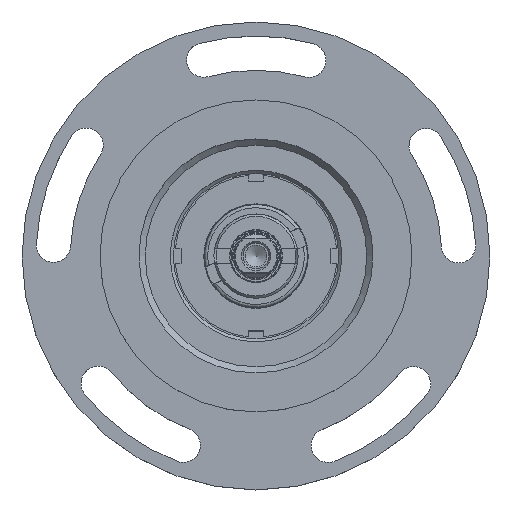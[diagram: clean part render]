
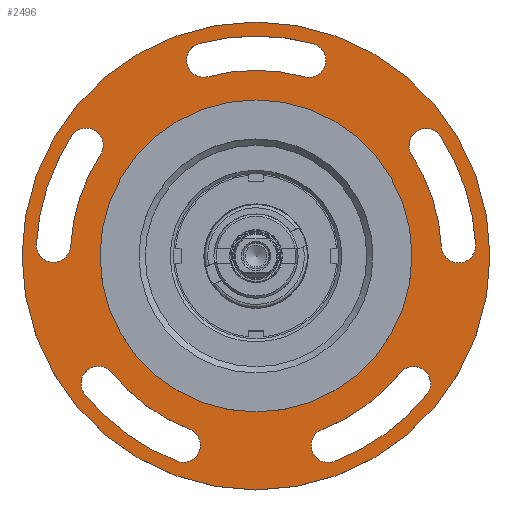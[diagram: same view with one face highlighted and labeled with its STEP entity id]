
A CAD part, top view. The second image highlights one B-rep face of the part: STEP entity #2496.
In plain terms, the highlighted planar face has unit normal (0, 0, 1).
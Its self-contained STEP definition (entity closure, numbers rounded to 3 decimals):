
#1939=PLANE('',#9911);
#2496=ADVANCED_FACE('',(#3398,#3399,#3400,#3401,#3402,#3403,#3404),#1939,
 .T.);
#3398=FACE_BOUND('',#4303,.T.);
#3399=FACE_BOUND('',#4304,.T.);
#3400=FACE_BOUND('',#4305,.T.);
#3401=FACE_BOUND('',#4306,.T.);
#3402=FACE_BOUND('',#4307,.T.);
#3403=FACE_BOUND('',#4308,.T.);
#3404=FACE_BOUND('',#4309,.T.);
#4303=EDGE_LOOP('',(#6087,#6088,#6089,#6090));
#4304=EDGE_LOOP('',(#6091,#6092,#6093,#6094));
#4305=EDGE_LOOP('',(#6095,#6096,#6097,#6098));
#4306=EDGE_LOOP('',(#6099,#6100,#6101,#6102));
#4307=EDGE_LOOP('',(#6103,#6104,#6105,#6106));
#4308=EDGE_LOOP('',(#6107));
#4309=EDGE_LOOP('',(#6108));
#6087=ORIENTED_EDGE('',*,*,#8154,.T.);
#6088=ORIENTED_EDGE('',*,*,#8155,.T.);
#6089=ORIENTED_EDGE('',*,*,#8156,.T.);
#6090=ORIENTED_EDGE('',*,*,#8157,.T.);
#6091=ORIENTED_EDGE('',*,*,#8158,.T.);
#6092=ORIENTED_EDGE('',*,*,#8159,.T.);
#6093=ORIENTED_EDGE('',*,*,#8160,.T.);
#6094=ORIENTED_EDGE('',*,*,#8161,.T.);
#6095=ORIENTED_EDGE('',*,*,#8162,.T.);
#6096=ORIENTED_EDGE('',*,*,#8163,.T.);
#6097=ORIENTED_EDGE('',*,*,#8164,.T.);
#6098=ORIENTED_EDGE('',*,*,#8165,.T.);
#6099=ORIENTED_EDGE('',*,*,#8166,.T.);
#6100=ORIENTED_EDGE('',*,*,#8167,.T.);
#6101=ORIENTED_EDGE('',*,*,#8168,.T.);
#6102=ORIENTED_EDGE('',*,*,#8169,.T.);
#6103=ORIENTED_EDGE('',*,*,#8170,.T.);
#6104=ORIENTED_EDGE('',*,*,#8171,.T.);
#6105=ORIENTED_EDGE('',*,*,#8172,.T.);
#6106=ORIENTED_EDGE('',*,*,#8173,.T.);
#6107=ORIENTED_EDGE('',*,*,#8174,.F.);
#6108=ORIENTED_EDGE('',*,*,#8175,.F.);
#7181=VERTEX_POINT('',#16104);
#7182=VERTEX_POINT('',#16105);
#7183=VERTEX_POINT('',#16107);
#7184=VERTEX_POINT('',#16109);
#7185=VERTEX_POINT('',#16112);
#7186=VERTEX_POINT('',#16113);
#7187=VERTEX_POINT('',#16115);
#7188=VERTEX_POINT('',#16117);
#7189=VERTEX_POINT('',#16120);
#7190=VERTEX_POINT('',#16121);
#7191=VERTEX_POINT('',#16123);
#7192=VERTEX_POINT('',#16125);
#7193=VERTEX_POINT('',#16128);
#7194=VERTEX_POINT('',#16129);
#7195=VERTEX_POINT('',#16131);
#7196=VERTEX_POINT('',#16133);
#7197=VERTEX_POINT('',#16136);
#7198=VERTEX_POINT('',#16137);
#7199=VERTEX_POINT('',#16139);
#7200=VERTEX_POINT('',#16141);
#7201=VERTEX_POINT('',#16144);
#7202=VERTEX_POINT('',#16146);
#8154=EDGE_CURVE('',#7181,#7182,#8824,.T.);
#8155=EDGE_CURVE('',#7182,#7183,#8825,.T.);
#8156=EDGE_CURVE('',#7183,#7184,#8826,.T.);
#8157=EDGE_CURVE('',#7184,#7181,#8827,.T.);
#8158=EDGE_CURVE('',#7185,#7186,#8828,.T.);
#8159=EDGE_CURVE('',#7186,#7187,#8829,.T.);
#8160=EDGE_CURVE('',#7187,#7188,#8830,.T.);
#8161=EDGE_CURVE('',#7188,#7185,#8831,.T.);
#8162=EDGE_CURVE('',#7189,#7190,#8832,.T.);
#8163=EDGE_CURVE('',#7190,#7191,#8833,.T.);
#8164=EDGE_CURVE('',#7191,#7192,#8834,.T.);
#8165=EDGE_CURVE('',#7192,#7189,#8835,.T.);
#8166=EDGE_CURVE('',#7193,#7194,#8836,.T.);
#8167=EDGE_CURVE('',#7194,#7195,#8837,.T.);
#8168=EDGE_CURVE('',#7195,#7196,#8838,.T.);
#8169=EDGE_CURVE('',#7196,#7193,#8839,.T.);
#8170=EDGE_CURVE('',#7197,#7198,#8840,.T.);
#8171=EDGE_CURVE('',#7198,#7199,#8841,.T.);
#8172=EDGE_CURVE('',#7199,#7200,#8842,.T.);
#8173=EDGE_CURVE('',#7200,#7197,#8843,.T.);
#8174=EDGE_CURVE('',#7201,#7201,#8844,.T.);
#8175=EDGE_CURVE('',#7202,#7202,#8845,.T.);
#8824=CIRCLE('',#9889,5.5);
#8825=CIRCLE('',#9890,59.5);
#8826=CIRCLE('',#9891,5.5);
#8827=CIRCLE('',#9892,70.5);
#8828=CIRCLE('',#9893,5.5);
#8829=CIRCLE('',#9894,59.5);
#8830=CIRCLE('',#9895,5.5);
#8831=CIRCLE('',#9896,70.5);
#8832=CIRCLE('',#9897,5.5);
#8833=CIRCLE('',#9898,59.5);
#8834=CIRCLE('',#9899,5.5);
#8835=CIRCLE('',#9900,70.5);
#8836=CIRCLE('',#9901,5.5);
#8837=CIRCLE('',#9902,59.5);
#8838=CIRCLE('',#9903,5.5);
#8839=CIRCLE('',#9904,70.5);
#8840=CIRCLE('',#9905,5.5);
#8841=CIRCLE('',#9906,59.5);
#8842=CIRCLE('',#9907,5.5);
#8843=CIRCLE('',#9908,70.5);
#8844=CIRCLE('',#9909,50.);
#8845=CIRCLE('',#9910,75.);
#9889=AXIS2_PLACEMENT_3D('',#16103,#12271,#12272);
#9890=AXIS2_PLACEMENT_3D('',#16106,#12273,#12274);
#9891=AXIS2_PLACEMENT_3D('',#16108,#12275,#12276);
#9892=AXIS2_PLACEMENT_3D('',#16110,#12277,#12278);
#9893=AXIS2_PLACEMENT_3D('',#16111,#12279,#12280);
#9894=AXIS2_PLACEMENT_3D('',#16114,#12281,#12282);
#9895=AXIS2_PLACEMENT_3D('',#16116,#12283,#12284);
#9896=AXIS2_PLACEMENT_3D('',#16118,#12285,#12286);
#9897=AXIS2_PLACEMENT_3D('',#16119,#12287,#12288);
#9898=AXIS2_PLACEMENT_3D('',#16122,#12289,#12290);
#9899=AXIS2_PLACEMENT_3D('',#16124,#12291,#12292);
#9900=AXIS2_PLACEMENT_3D('',#16126,#12293,#12294);
#9901=AXIS2_PLACEMENT_3D('',#16127,#12295,#12296);
#9902=AXIS2_PLACEMENT_3D('',#16130,#12297,#12298);
#9903=AXIS2_PLACEMENT_3D('',#16132,#12299,#12300);
#9904=AXIS2_PLACEMENT_3D('',#16134,#12301,#12302);
#9905=AXIS2_PLACEMENT_3D('',#16135,#12303,#12304);
#9906=AXIS2_PLACEMENT_3D('',#16138,#12305,#12306);
#9907=AXIS2_PLACEMENT_3D('',#16140,#12307,#12308);
#9908=AXIS2_PLACEMENT_3D('',#16142,#12309,#12310);
#9909=AXIS2_PLACEMENT_3D('',#16143,#12311,#12312);
#9910=AXIS2_PLACEMENT_3D('',#16145,#12313,#12314);
#9911=AXIS2_PLACEMENT_3D('',#16147,#12315,#12316);
#12271=DIRECTION('',(0.,0.,-1.));
#12272=DIRECTION('',(1.,0.,0.));
#12273=DIRECTION('',(0.,0.,1.));
#12274=DIRECTION('',(1.,0.,0.));
#12275=DIRECTION('',(0.,0.,-1.));
#12276=DIRECTION('',(1.,0.,0.));
#12277=DIRECTION('',(0.,0.,-1.));
#12278=DIRECTION('',(1.,0.,0.));
#12279=DIRECTION('',(0.,0.,-1.));
#12280=DIRECTION('',(1.,0.,0.));
#12281=DIRECTION('',(0.,0.,1.));
#12282=DIRECTION('',(1.,0.,0.));
#12283=DIRECTION('',(0.,0.,-1.));
#12284=DIRECTION('',(1.,0.,0.));
#12285=DIRECTION('',(0.,0.,-1.));
#12286=DIRECTION('',(1.,0.,0.));
#12287=DIRECTION('',(0.,0.,-1.));
#12288=DIRECTION('',(1.,0.,0.));
#12289=DIRECTION('',(0.,0.,1.));
#12290=DIRECTION('',(1.,0.,0.));
#12291=DIRECTION('',(0.,0.,-1.));
#12292=DIRECTION('',(1.,0.,0.));
#12293=DIRECTION('',(0.,0.,-1.));
#12294=DIRECTION('',(1.,0.,0.));
#12295=DIRECTION('',(0.,0.,-1.));
#12296=DIRECTION('',(1.,0.,0.));
#12297=DIRECTION('',(0.,0.,1.));
#12298=DIRECTION('',(1.,0.,0.));
#12299=DIRECTION('',(0.,0.,-1.));
#12300=DIRECTION('',(1.,0.,0.));
#12301=DIRECTION('',(0.,0.,-1.));
#12302=DIRECTION('',(1.,0.,0.));
#12303=DIRECTION('',(0.,0.,-1.));
#12304=DIRECTION('',(1.,0.,0.));
#12305=DIRECTION('',(0.,0.,1.));
#12306=DIRECTION('',(1.,0.,0.));
#12307=DIRECTION('',(0.,0.,-1.));
#12308=DIRECTION('',(1.,0.,0.));
#12309=DIRECTION('',(0.,0.,-1.));
#12310=DIRECTION('',(1.,0.,0.));
#12311=DIRECTION('',(0.,0.,1.));
#12312=DIRECTION('',(1.,0.,0.));
#12313=DIRECTION('',(0.,0.,-1.));
#12314=DIRECTION('',(-1.,0.,0.));
#12315=DIRECTION('',(0.,0.,1.));
#12316=DIRECTION('',(1.,0.,0.));
#16103=CARTESIAN_POINT('',(-54.439,35.516,176.));
#16104=CARTESIAN_POINT('',(-59.046,38.521,176.));
#16105=CARTESIAN_POINT('',(-49.819,32.531,176.));
#16106=CARTESIAN_POINT('',(0.,0.,176.));
#16107=CARTESIAN_POINT('',(-59.419,3.114,176.));
#16108=CARTESIAN_POINT('',(-64.909,3.429,176.));
#16109=CARTESIAN_POINT('',(-70.402,3.719,176.));
#16110=CARTESIAN_POINT('',(0.,0.,176.));
#16111=CARTESIAN_POINT('',(-50.6,-40.8,176.));
#16112=CARTESIAN_POINT('',(-54.882,-44.252,176.));
#16113=CARTESIAN_POINT('',(-46.334,-37.328,176.));
#16114=CARTESIAN_POINT('',(0.,0.,176.));
#16115=CARTESIAN_POINT('',(-21.323,-55.548,176.));
#16116=CARTESIAN_POINT('',(-23.319,-60.673,176.));
#16117=CARTESIAN_POINT('',(-25.293,-65.807,176.));
#16118=CARTESIAN_POINT('',(0.,0.,176.));
#16119=CARTESIAN_POINT('',(23.167,-60.731,176.));
#16120=CARTESIAN_POINT('',(25.127,-65.87,176.));
#16121=CARTESIAN_POINT('',(21.183,-55.602,176.));
#16122=CARTESIAN_POINT('',(0.,0.,176.));
#16123=CARTESIAN_POINT('',(46.24,-37.445,176.));
#16124=CARTESIAN_POINT('',(50.497,-40.927,176.));
#16125=CARTESIAN_POINT('',(54.77,-44.39,176.));
#16126=CARTESIAN_POINT('',(0.,0.,176.));
#16127=CARTESIAN_POINT('',(64.918,3.266,176.));
#16128=CARTESIAN_POINT('',(70.411,3.542,176.));
#16129=CARTESIAN_POINT('',(59.426,2.965,176.));
#16130=CARTESIAN_POINT('',(0.,0.,176.));
#16131=CARTESIAN_POINT('',(49.901,32.406,176.));
#16132=CARTESIAN_POINT('',(54.528,35.379,176.));
#16133=CARTESIAN_POINT('',(59.142,38.372,176.));
#16134=CARTESIAN_POINT('',(0.,0.,176.));
#16135=CARTESIAN_POINT('',(16.955,62.75,176.));
#16136=CARTESIAN_POINT('',(18.389,68.059,176.));
#16137=CARTESIAN_POINT('',(15.544,57.434,176.));
#16138=CARTESIAN_POINT('',(0.,0.,176.));
#16139=CARTESIAN_POINT('',(-15.4,57.473,176.));
#16140=CARTESIAN_POINT('',(-16.797,62.792,176.));
#16141=CARTESIAN_POINT('',(-18.218,68.105,176.));
#16142=CARTESIAN_POINT('',(0.,0.,176.));
#16143=CARTESIAN_POINT('',(0.,0.,176.));
#16144=CARTESIAN_POINT('',(50.,0.,176.));
#16145=CARTESIAN_POINT('',(0.,0.,176.));
#16146=CARTESIAN_POINT('',(-75.,0.,176.));
#16147=CARTESIAN_POINT('',(0.,0.,176.));
